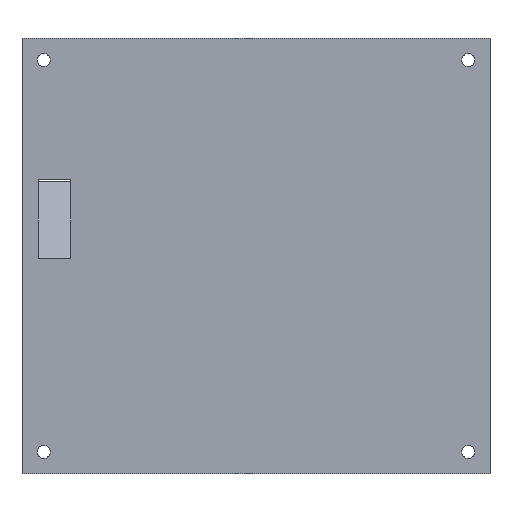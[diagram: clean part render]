
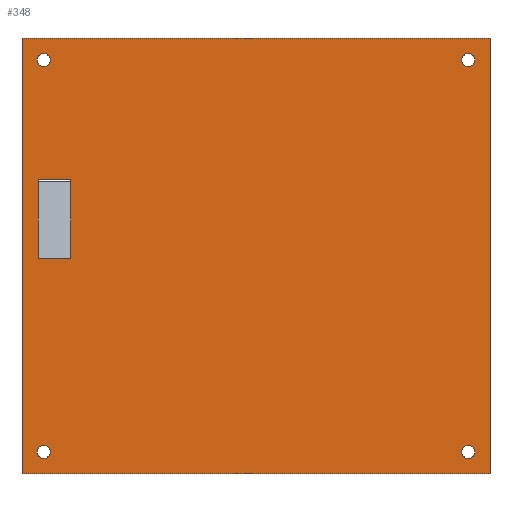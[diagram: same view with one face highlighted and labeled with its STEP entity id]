
A CAD part, front view. The second image highlights one B-rep face of the part: STEP entity #348.
In plain terms, the highlighted planar face has unit normal (0, -1, 0).
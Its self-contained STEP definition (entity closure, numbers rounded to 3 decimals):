
#30 = AXIS2_PLACEMENT_3D ( 'NONE', #178, #81, #264 ) ;
#43 = EDGE_CURVE ( 'NONE', #555, #402, #795, .T. ) ;
#53 = DIRECTION ( 'NONE',  ( -1., 0., 0. ) ) ;
#65 = ORIENTED_EDGE ( 'NONE', *, *, #481, .F. ) ;
#78 = VERTEX_POINT ( 'NONE', #941 ) ;
#81 = DIRECTION ( 'NONE',  ( 0., -1., 0. ) ) ;
#82 = VERTEX_POINT ( 'NONE', #857 ) ;
#88 = CARTESIAN_POINT ( 'NONE',  ( -103.75, -49.139, -16.071 ) ) ;
#90 = ORIENTED_EDGE ( 'NONE', *, *, #147, .T. ) ;
#97 = ORIENTED_EDGE ( 'NONE', *, *, #697, .F. ) ;
#105 = VERTEX_POINT ( 'NONE', #772 ) ;
#115 = DIRECTION ( 'NONE',  ( 0., -1., 0. ) ) ;
#117 = DIRECTION ( 'NONE',  ( 0., 0., -1. ) ) ;
#132 = ORIENTED_EDGE ( 'NONE', *, *, #642, .F. ) ;
#134 = EDGE_CURVE ( 'NONE', #78, #954, #959, .T. ) ;
#138 = AXIS2_PLACEMENT_3D ( 'NONE', #634, #895, #451 ) ;
#142 = EDGE_CURVE ( 'NONE', #679, #292, #1079, .T. ) ;
#146 = DIRECTION ( 'NONE',  ( 0., -1., 0. ) ) ;
#147 = EDGE_CURVE ( 'NONE', #257, #210, #489, .T. ) ;
#154 = DIRECTION ( 'NONE',  ( 0., 0., -1. ) ) ;
#165 = AXIS2_PLACEMENT_3D ( 'NONE', #181, #598, #154 ) ;
#178 = CARTESIAN_POINT ( 'NONE',  ( -102.5, -49.139, 29.429 ) ) ;
#181 = CARTESIAN_POINT ( 'NONE',  ( -5., -49.139, 29.429 ) ) ;
#187 = EDGE_LOOP ( 'NONE', ( #97, #971 ) ) ;
#202 = DIRECTION ( 'NONE',  ( 0., 0., -1. ) ) ;
#210 = VERTEX_POINT ( 'NONE', #1000 ) ;
#219 = CARTESIAN_POINT ( 'NONE',  ( 0., -49.139, 34.429 ) ) ;
#224 = AXIS2_PLACEMENT_3D ( 'NONE', #405, #146, #322 ) ;
#225 = CIRCLE ( 'NONE', #649, 1.5 ) ;
#229 = CARTESIAN_POINT ( 'NONE',  ( -107.5, -49.139, -65.571 ) ) ;
#236 = VERTEX_POINT ( 'NONE', #992 ) ;
#241 = DIRECTION ( 'NONE',  ( 0., 0., -1. ) ) ;
#246 = DIRECTION ( 'NONE',  ( 1., 0., 0. ) ) ;
#255 = EDGE_LOOP ( 'NONE', ( #354, #65 ) ) ;
#256 = DIRECTION ( 'NONE',  ( 1., 0., 0. ) ) ;
#257 = VERTEX_POINT ( 'NONE', #229 ) ;
#262 = LINE ( 'NONE', #1103, #398 ) ;
#264 = DIRECTION ( 'NONE',  ( 0., 0., -1. ) ) ;
#265 = CARTESIAN_POINT ( 'NONE',  ( 0., -49.139, 34.429 ) ) ;
#271 = DIRECTION ( 'NONE',  ( 0., 0., -1. ) ) ;
#287 = ORIENTED_EDGE ( 'NONE', *, *, #134, .F. ) ;
#288 = CARTESIAN_POINT ( 'NONE',  ( -107.5, -49.139, 34.429 ) ) ;
#290 = LINE ( 'NONE', #265, #545 ) ;
#292 = VERTEX_POINT ( 'NONE', #219 ) ;
#295 = EDGE_CURVE ( 'NONE', #402, #555, #998, .T. ) ;
#301 = EDGE_LOOP ( 'NONE', ( #1065, #766 ) ) ;
#313 = AXIS2_PLACEMENT_3D ( 'NONE', #506, #852, #271 ) ;
#314 = DIRECTION ( 'NONE',  ( 0., -1., 0. ) ) ;
#316 = EDGE_CURVE ( 'NONE', #660, #82, #478, .T. ) ;
#322 = DIRECTION ( 'NONE',  ( 0., 0., -1. ) ) ;
#324 = DIRECTION ( 'NONE',  ( 0., -1., 0. ) ) ;
#348 = ADVANCED_FACE ( 'NONE', ( #594, #869, #774, #529, #781, #692 ), #1034, .T. ) ;
#354 = ORIENTED_EDGE ( 'NONE', *, *, #636, .F. ) ;
#367 = EDGE_CURVE ( 'NONE', #82, #587, #262, .T. ) ;
#391 = EDGE_LOOP ( 'NONE', ( #515, #1069, #723, #90 ) ) ;
#398 = VECTOR ( 'NONE', #953, 1000. ) ;
#402 = VERTEX_POINT ( 'NONE', #698 ) ;
#405 = CARTESIAN_POINT ( 'NONE',  ( -5., -49.139, -60.571 ) ) ;
#411 = VECTOR ( 'NONE', #549, 1000. ) ;
#435 = CARTESIAN_POINT ( 'NONE',  ( -5., -49.139, 27.929 ) ) ;
#439 = EDGE_CURVE ( 'NONE', #587, #236, #678, .T. ) ;
#447 = CARTESIAN_POINT ( 'NONE',  ( -102.5, -49.139, -62.071 ) ) ;
#451 = DIRECTION ( 'NONE',  ( 0., 0., -1. ) ) ;
#461 = CIRCLE ( 'NONE', #138, 1.5 ) ;
#478 = LINE ( 'NONE', #820, #812 ) ;
#481 = EDGE_CURVE ( 'NONE', #865, #595, #225, .T. ) ;
#489 = LINE ( 'NONE', #1086, #839 ) ;
#506 = CARTESIAN_POINT ( 'NONE',  ( -107.5, -49.139, 34.429 ) ) ;
#512 = EDGE_CURVE ( 'NONE', #105, #844, #990, .T. ) ;
#515 = ORIENTED_EDGE ( 'NONE', *, *, #893, .F. ) ;
#516 = LINE ( 'NONE', #761, #710 ) ;
#529 = FACE_BOUND ( 'NONE', #301, .T. ) ;
#544 = LINE ( 'NONE', #880, #411 ) ;
#545 = VECTOR ( 'NONE', #117, 1000. ) ;
#549 = DIRECTION ( 'NONE',  ( 0., 0., 1. ) ) ;
#552 = EDGE_CURVE ( 'NONE', #679, #257, #516, .T. ) ;
#555 = VERTEX_POINT ( 'NONE', #435 ) ;
#562 = VECTOR ( 'NONE', #256, 1000. ) ;
#584 = ORIENTED_EDGE ( 'NONE', *, *, #640, .F. ) ;
#587 = VERTEX_POINT ( 'NONE', #807 ) ;
#594 = FACE_BOUND ( 'NONE', #934, .T. ) ;
#595 = VERTEX_POINT ( 'NONE', #447 ) ;
#598 = DIRECTION ( 'NONE',  ( 0., -1., 0. ) ) ;
#634 = CARTESIAN_POINT ( 'NONE',  ( -5., -49.139, -60.571 ) ) ;
#636 = EDGE_CURVE ( 'NONE', #595, #865, #937, .T. ) ;
#640 = EDGE_CURVE ( 'NONE', #236, #660, #544, .T. ) ;
#642 = EDGE_CURVE ( 'NONE', #954, #78, #461, .T. ) ;
#649 = AXIS2_PLACEMENT_3D ( 'NONE', #1082, #324, #241 ) ;
#650 = DIRECTION ( 'NONE',  ( 0., 0., -1. ) ) ;
#653 = CIRCLE ( 'NONE', #878, 1.5 ) ;
#659 = CARTESIAN_POINT ( 'NONE',  ( -107.5, -49.139, 34.429 ) ) ;
#660 = VERTEX_POINT ( 'NONE', #1056 ) ;
#678 = LINE ( 'NONE', #88, #562 ) ;
#679 = VERTEX_POINT ( 'NONE', #288 ) ;
#692 = FACE_BOUND ( 'NONE', #255, .T. ) ;
#697 = EDGE_CURVE ( 'NONE', #844, #105, #653, .T. ) ;
#698 = CARTESIAN_POINT ( 'NONE',  ( -5., -49.139, 30.929 ) ) ;
#709 = DIRECTION ( 'NONE',  ( 0., -1., 0. ) ) ;
#710 = VECTOR ( 'NONE', #854, 1000. ) ;
#718 = AXIS2_PLACEMENT_3D ( 'NONE', #1071, #314, #650 ) ;
#723 = ORIENTED_EDGE ( 'NONE', *, *, #552, .T. ) ;
#750 = DIRECTION ( 'NONE',  ( 1., 0., 0. ) ) ;
#761 = CARTESIAN_POINT ( 'NONE',  ( -107.5, -49.139, 34.429 ) ) ;
#766 = ORIENTED_EDGE ( 'NONE', *, *, #295, .F. ) ;
#771 = ORIENTED_EDGE ( 'NONE', *, *, #439, .F. ) ;
#772 = CARTESIAN_POINT ( 'NONE',  ( -102.5, -49.139, 30.929 ) ) ;
#774 = FACE_BOUND ( 'NONE', #187, .T. ) ;
#781 = FACE_BOUND ( 'NONE', #1073, .T. ) ;
#786 = DIRECTION ( 'NONE',  ( 0., 0., -1. ) ) ;
#795 = CIRCLE ( 'NONE', #165, 1.5 ) ;
#804 = CARTESIAN_POINT ( 'NONE',  ( -102.5, -49.139, -60.571 ) ) ;
#807 = CARTESIAN_POINT ( 'NONE',  ( -103.75, -49.139, -16.071 ) ) ;
#812 = VECTOR ( 'NONE', #53, 1000. ) ;
#820 = CARTESIAN_POINT ( 'NONE',  ( -103.75, -49.139, 1.929 ) ) ;
#839 = VECTOR ( 'NONE', #246, 1000. ) ;
#844 = VERTEX_POINT ( 'NONE', #1037 ) ;
#852 = DIRECTION ( 'NONE',  ( 0., -1., 0. ) ) ;
#854 = DIRECTION ( 'NONE',  ( 0., 0., -1. ) ) ;
#856 = ORIENTED_EDGE ( 'NONE', *, *, #367, .F. ) ;
#857 = CARTESIAN_POINT ( 'NONE',  ( -103.75, -49.139, 1.929 ) ) ;
#865 = VERTEX_POINT ( 'NONE', #882 ) ;
#869 = FACE_OUTER_BOUND ( 'NONE', #391, .T. ) ;
#878 = AXIS2_PLACEMENT_3D ( 'NONE', #967, #709, #786 ) ;
#880 = CARTESIAN_POINT ( 'NONE',  ( -96.25, -49.139, 1.929 ) ) ;
#882 = CARTESIAN_POINT ( 'NONE',  ( -102.5, -49.139, -59.071 ) ) ;
#893 = EDGE_CURVE ( 'NONE', #292, #210, #290, .T. ) ;
#895 = DIRECTION ( 'NONE',  ( 0., -1., 0. ) ) ;
#903 = AXIS2_PLACEMENT_3D ( 'NONE', #804, #115, #202 ) ;
#934 = EDGE_LOOP ( 'NONE', ( #771, #856, #1027, #584 ) ) ;
#937 = CIRCLE ( 'NONE', #903, 1.5 ) ;
#941 = CARTESIAN_POINT ( 'NONE',  ( -5., -49.139, -62.071 ) ) ;
#953 = DIRECTION ( 'NONE',  ( 0., 0., -1. ) ) ;
#954 = VERTEX_POINT ( 'NONE', #1057 ) ;
#959 = CIRCLE ( 'NONE', #224, 1.5 ) ;
#967 = CARTESIAN_POINT ( 'NONE',  ( -102.5, -49.139, 29.429 ) ) ;
#971 = ORIENTED_EDGE ( 'NONE', *, *, #512, .F. ) ;
#989 = VECTOR ( 'NONE', #750, 1000. ) ;
#990 = CIRCLE ( 'NONE', #30, 1.5 ) ;
#992 = CARTESIAN_POINT ( 'NONE',  ( -96.25, -49.139, -16.071 ) ) ;
#998 = CIRCLE ( 'NONE', #718, 1.5 ) ;
#1000 = CARTESIAN_POINT ( 'NONE',  ( 0., -49.139, -65.571 ) ) ;
#1027 = ORIENTED_EDGE ( 'NONE', *, *, #316, .F. ) ;
#1034 = PLANE ( 'NONE',  #313 ) ;
#1037 = CARTESIAN_POINT ( 'NONE',  ( -102.5, -49.139, 27.929 ) ) ;
#1056 = CARTESIAN_POINT ( 'NONE',  ( -96.25, -49.139, 1.929 ) ) ;
#1057 = CARTESIAN_POINT ( 'NONE',  ( -5., -49.139, -59.071 ) ) ;
#1065 = ORIENTED_EDGE ( 'NONE', *, *, #43, .F. ) ;
#1069 = ORIENTED_EDGE ( 'NONE', *, *, #142, .F. ) ;
#1071 = CARTESIAN_POINT ( 'NONE',  ( -5., -49.139, 29.429 ) ) ;
#1073 = EDGE_LOOP ( 'NONE', ( #287, #132 ) ) ;
#1079 = LINE ( 'NONE', #659, #989 ) ;
#1082 = CARTESIAN_POINT ( 'NONE',  ( -102.5, -49.139, -60.571 ) ) ;
#1086 = CARTESIAN_POINT ( 'NONE',  ( -107.5, -49.139, -65.571 ) ) ;
#1103 = CARTESIAN_POINT ( 'NONE',  ( -103.75, -49.139, 1.929 ) ) ;
